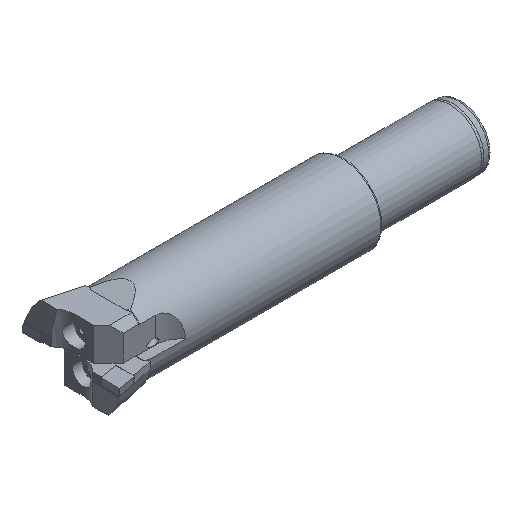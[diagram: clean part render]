
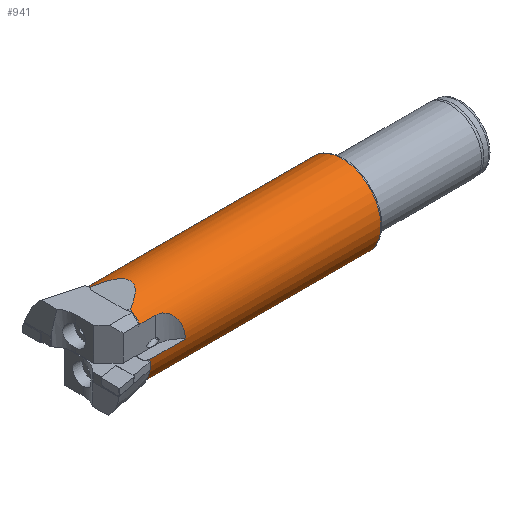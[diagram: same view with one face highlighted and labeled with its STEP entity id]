
A CAD part, isometric view. The second image highlights one B-rep face of the part: STEP entity #941.
In plain terms, the highlighted cylindrical face has radius 20 mm (diameter 40 mm), a full revolution.
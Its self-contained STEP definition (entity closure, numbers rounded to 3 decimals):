
#779=CYLINDRICAL_SURFACE('',#2424,20.);
#793=FACE_BOUND('',#1167,.T.);
#794=FACE_BOUND('',#1168,.T.);
#857=CIRCLE('',#2411,20.);
#861=CIRCLE('',#2417,20.);
#862=CIRCLE('',#2419,20.);
#863=CIRCLE('',#2421,20.);
#864=CIRCLE('',#2423,20.);
#913=B_SPLINE_CURVE_WITH_KNOTS('',3,(#3095,#3096,#3097,#3098,#3099,#3100,
#3101,#3102,#3103,#3104),.UNSPECIFIED.,.F.,.F.,(4,2,2,2,4),(0.,0.25,0.5,
0.75,1.),.UNSPECIFIED.);
#914=B_SPLINE_CURVE_WITH_KNOTS('',3,(#3116,#3117,#3118,#3119,#3120,#3121,
#3122,#3123,#3124,#3125),.UNSPECIFIED.,.F.,.F.,(4,2,2,2,4),(0.,0.25,0.5,
0.75,1.),.UNSPECIFIED.);
#941=ADVANCED_FACE('',(#793,#794),#779,.T.);
#1167=EDGE_LOOP('',(#1568));
#1168=EDGE_LOOP('',(#1569,#1570,#1571,#1572,#1573,#1574,#1575,#1576,#1577,
#1578,#1579,#1580));
#1286=LINE('',#3093,#1420);
#1287=LINE('',#3106,#1421);
#1288=LINE('',#3114,#1422);
#1289=LINE('',#3127,#1423);
#1420=VECTOR('',#2605,1.);
#1421=VECTOR('',#2606,1.);
#1422=VECTOR('',#2613,1.);
#1423=VECTOR('',#2614,1.);
#1568=ORIENTED_EDGE('',*,*,#2186,.T.);
#1569=ORIENTED_EDGE('',*,*,#2183,.F.);
#1570=ORIENTED_EDGE('',*,*,#2187,.T.);
#1571=ORIENTED_EDGE('',*,*,#2171,.F.);
#1572=ORIENTED_EDGE('',*,*,#2188,.F.);
#1573=ORIENTED_EDGE('',*,*,#2189,.F.);
#1574=ORIENTED_EDGE('',*,*,#2190,.T.);
#1575=ORIENTED_EDGE('',*,*,#2191,.F.);
#1576=ORIENTED_EDGE('',*,*,#2192,.T.);
#1577=ORIENTED_EDGE('',*,*,#2193,.F.);
#1578=ORIENTED_EDGE('',*,*,#2194,.F.);
#1579=ORIENTED_EDGE('',*,*,#2195,.F.);
#1580=ORIENTED_EDGE('',*,*,#2196,.T.);
#2006=VERTEX_POINT('',#3036);
#2010=VERTEX_POINT('',#3049);
#2022=VERTEX_POINT('',#3081);
#2023=VERTEX_POINT('',#3083);
#2024=VERTEX_POINT('',#3091);
#2025=VERTEX_POINT('',#3094);
#2026=VERTEX_POINT('',#3105);
#2027=VERTEX_POINT('',#3107);
#2028=VERTEX_POINT('',#3109);
#2029=VERTEX_POINT('',#3111);
#2030=VERTEX_POINT('',#3113);
#2031=VERTEX_POINT('',#3115);
#2032=VERTEX_POINT('',#3126);
#2171=EDGE_CURVE('',#2010,#2006,#857,.T.);
#2183=EDGE_CURVE('',#2022,#2023,#861,.T.);
#2186=EDGE_CURVE('',#2024,#2024,#862,.T.);
#2187=EDGE_CURVE('',#2022,#2006,#2394,.T.);
#2188=EDGE_CURVE('',#2025,#2010,#1286,.T.);
#2189=EDGE_CURVE('',#2026,#2025,#913,.T.);
#2190=EDGE_CURVE('',#2026,#2027,#1287,.T.);
#2191=EDGE_CURVE('',#2028,#2027,#863,.T.);
#2192=EDGE_CURVE('',#2028,#2029,#2395,.T.);
#2193=EDGE_CURVE('',#2030,#2029,#864,.T.);
#2194=EDGE_CURVE('',#2031,#2030,#1288,.T.);
#2195=EDGE_CURVE('',#2032,#2031,#914,.T.);
#2196=EDGE_CURVE('',#2032,#2023,#1289,.T.);
#2394=ELLIPSE('',#2420,77.274,20.);
#2395=ELLIPSE('',#2422,77.274,20.);
#2411=AXIS2_PLACEMENT_3D('',#3050,#2578,#2579);
#2417=AXIS2_PLACEMENT_3D('',#3082,#2596,#2597);
#2419=AXIS2_PLACEMENT_3D('',#3090,#2601,#2602);
#2420=AXIS2_PLACEMENT_3D('',#3092,#2603,#2604);
#2421=AXIS2_PLACEMENT_3D('',#3108,#2607,#2608);
#2422=AXIS2_PLACEMENT_3D('',#3110,#2609,#2610);
#2423=AXIS2_PLACEMENT_3D('',#3112,#2611,#2612);
#2424=AXIS2_PLACEMENT_3D('',#3128,#2615,#2616);
#2578=DIRECTION('',(-1.,0.,0.));
#2579=DIRECTION('',(0.,0.,1.));
#2596=DIRECTION('',(-1.,0.,0.));
#2597=DIRECTION('',(0.,0.,1.));
#2601=DIRECTION('',(-1.,0.,0.));
#2602=DIRECTION('',(0.,0.,1.));
#2603=DIRECTION('',(0.259,0.,0.966));
#2604=DIRECTION('',(-0.966,0.,0.259));
#2605=DIRECTION('',(-1.,0.,0.));
#2606=DIRECTION('',(-1.,0.,0.));
#2607=DIRECTION('',(-1.,0.,0.));
#2608=DIRECTION('',(0.,0.,1.));
#2609=DIRECTION('',(0.259,0.,-0.966));
#2610=DIRECTION('',(-0.966,0.,-0.259));
#2611=DIRECTION('',(-1.,0.,0.));
#2612=DIRECTION('',(0.,0.,1.));
#2613=DIRECTION('',(-1.,0.,0.));
#2614=DIRECTION('',(-1.,0.,0.));
#2615=DIRECTION('',(-1.,0.,0.));
#2616=DIRECTION('',(0.,0.,1.));
#3036=CARTESIAN_POINT('',(2.,10.,-17.321));
#3049=CARTESIAN_POINT('',(2.,15.,-13.229));
#3050=CARTESIAN_POINT('',(2.,0.,0.));
#3081=CARTESIAN_POINT('',(2.,-10.,-17.321));
#3082=CARTESIAN_POINT('',(2.,0.,0.));
#3083=CARTESIAN_POINT('',(2.,-20.,0.));
#3090=CARTESIAN_POINT('',(120.38,0.,0.));
#3091=CARTESIAN_POINT('',(120.38,0.,20.));
#3092=CARTESIAN_POINT('',(-62.641,0.,0.));
#3093=CARTESIAN_POINT('',(0.,15.,-13.229));
#3094=CARTESIAN_POINT('',(10.,15.,-13.229));
#3095=CARTESIAN_POINT('',(20.247,20.,0.));
#3096=CARTESIAN_POINT('',(20.247,20.,-1.659));
#3097=CARTESIAN_POINT('',(20.098,19.796,-3.276));
#3098=CARTESIAN_POINT('',(19.405,19.01,-6.422));
#3099=CARTESIAN_POINT('',(18.878,18.445,-7.864));
#3100=CARTESIAN_POINT('',(17.215,17.134,-10.415));
#3101=CARTESIAN_POINT('',(16.076,16.412,-11.465));
#3102=CARTESIAN_POINT('',(13.306,15.34,-12.863));
#3103=CARTESIAN_POINT('',(11.67,15.,-13.229));
#3104=CARTESIAN_POINT('',(10.,15.,-13.229));
#3105=CARTESIAN_POINT('',(20.247,20.,0.));
#3106=CARTESIAN_POINT('',(0.,20.,0.));
#3107=CARTESIAN_POINT('',(2.,20.,0.));
#3108=CARTESIAN_POINT('',(2.,0.,0.));
#3109=CARTESIAN_POINT('',(2.,10.,17.321));
#3110=CARTESIAN_POINT('',(-62.641,0.,0.));
#3111=CARTESIAN_POINT('',(2.,-10.,17.321));
#3112=CARTESIAN_POINT('',(2.,0.,0.));
#3113=CARTESIAN_POINT('',(2.,-15.,13.229));
#3114=CARTESIAN_POINT('',(0.,-15.,13.229));
#3115=CARTESIAN_POINT('',(10.,-15.,13.229));
#3116=CARTESIAN_POINT('',(20.247,-20.,0.));
#3117=CARTESIAN_POINT('',(20.247,-20.,1.659));
#3118=CARTESIAN_POINT('',(20.098,-19.796,3.276));
#3119=CARTESIAN_POINT('',(19.405,-19.01,6.422));
#3120=CARTESIAN_POINT('',(18.878,-18.445,7.864));
#3121=CARTESIAN_POINT('',(17.215,-17.134,10.415));
#3122=CARTESIAN_POINT('',(16.076,-16.412,11.465));
#3123=CARTESIAN_POINT('',(13.306,-15.34,12.863));
#3124=CARTESIAN_POINT('',(11.67,-15.,13.229));
#3125=CARTESIAN_POINT('',(10.,-15.,13.229));
#3126=CARTESIAN_POINT('',(20.247,-20.,0.));
#3127=CARTESIAN_POINT('',(0.,-20.,0.));
#3128=CARTESIAN_POINT('',(0.,0.,0.));
